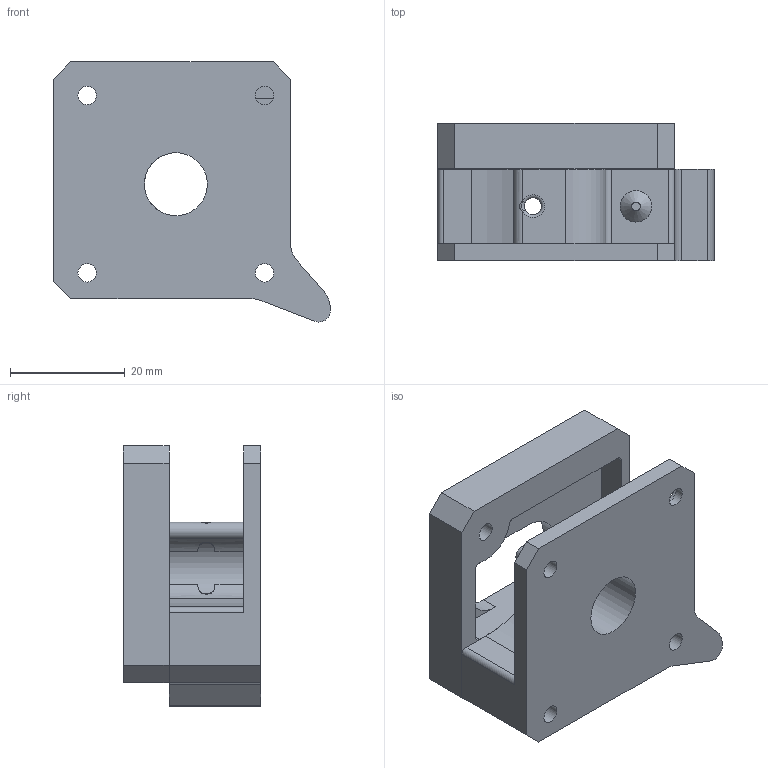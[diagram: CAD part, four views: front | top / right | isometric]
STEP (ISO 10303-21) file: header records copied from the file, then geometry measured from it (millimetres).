
FILE_DESCRIPTION(/* description */ (''),/* implementation_level */ '2;1');
FILE_NAME(/* name */ 'uni k3d 623 direct v2.stp',/* time_stamp */ '2018-12-20T14:48:52+03:00',/* author */ (''),/* organization */ (''),/* preprocessor_version */ 'ST-DEVELOPER v16.7',/* originating_system */ 'SIEMENS PLM Software NX 12.0',/* authorisation */ '');
FILE_SCHEMA (('AUTOMOTIVE_DESIGN { 1 0 10303 214 3 1 1 1 }'));
Length unit declared in the file: millimetre
Products named in the file (1): dbso243CB1631a32
Bounding box: 48.36 x 24 x 45.44 mm (x, y, z)
Volume: 21159.9 mm3; surface area: 12271.5 mm2
Topology: 2 solids, 2 shells, 133 faces, 367 edges, 242 vertices
Faces by surface type: plane 73, cylinder 47, cone 10, bspline 2, torus 1
Full cylindrical faces by diameter (mm): 3 x2, 3.2 x7, 4.2 x1, 5.7 x3, 5.8 x1, 6 x1, 11 x1
Entity records: 4310 total; most frequent: CARTESIAN_POINT 889, DIRECTION 702, ORIENTED_EDGE 680, EDGE_CURVE 340, AXIS2_PLACEMENT_3D 243, VERTEX_POINT 234, LINE 216, VECTOR 216
